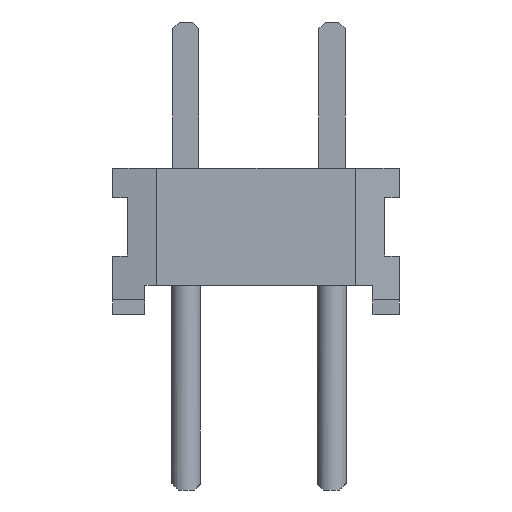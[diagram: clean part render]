
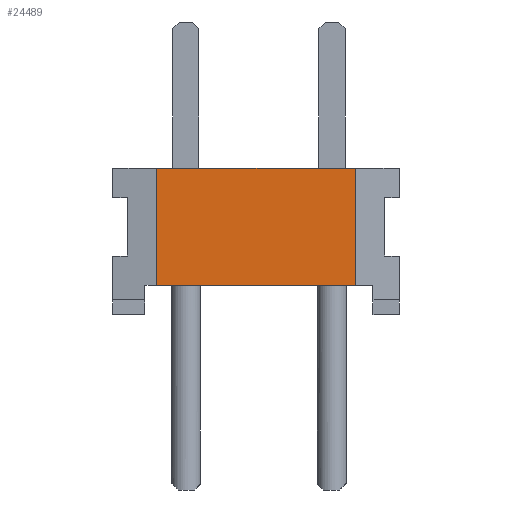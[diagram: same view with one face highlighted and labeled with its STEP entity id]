
A CAD part, left-side view. The second image highlights one B-rep face of the part: STEP entity #24489.
In plain terms, the highlighted planar face has unit normal (-1, 0, 0).
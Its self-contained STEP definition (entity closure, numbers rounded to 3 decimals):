
#24489 = ADVANCED_FACE('',(#24490),#24524,.F.);
#24490 = FACE_BOUND('',#24491,.T.);
#24491 = EDGE_LOOP('',(#24492,#24502,#24510,#24518));
#24492 = ORIENTED_EDGE('',*,*,#24493,.F.);
#24493 = EDGE_CURVE('',#24494,#24496,#24498,.T.);
#24494 = VERTEX_POINT('',#24495);
#24495 = CARTESIAN_POINT('',(-27.305,1.778,2.54));
#24496 = VERTEX_POINT('',#24497);
#24497 = CARTESIAN_POINT('',(-27.305,-1.676,2.54));
#24498 = LINE('',#24499,#24500);
#24499 = CARTESIAN_POINT('',(-27.305,2.54,2.54));
#24500 = VECTOR('',#24501,1.);
#24501 = DIRECTION('',(0.,-1.,0.));
#24502 = ORIENTED_EDGE('',*,*,#24503,.T.);
#24503 = EDGE_CURVE('',#24494,#24504,#24506,.T.);
#24504 = VERTEX_POINT('',#24505);
#24505 = CARTESIAN_POINT('',(-27.305,1.778,0.508));
#24506 = LINE('',#24507,#24508);
#24507 = CARTESIAN_POINT('',(-27.305,1.778,2.54));
#24508 = VECTOR('',#24509,1.);
#24509 = DIRECTION('',(0.,0.,-1.));
#24510 = ORIENTED_EDGE('',*,*,#24511,.T.);
#24511 = EDGE_CURVE('',#24504,#24512,#24514,.T.);
#24512 = VERTEX_POINT('',#24513);
#24513 = CARTESIAN_POINT('',(-27.305,-1.676,0.508));
#24514 = LINE('',#24515,#24516);
#24515 = CARTESIAN_POINT('',(-27.305,1.981,0.508));
#24516 = VECTOR('',#24517,1.);
#24517 = DIRECTION('',(0.,-1.,0.));
#24518 = ORIENTED_EDGE('',*,*,#24519,.T.);
#24519 = EDGE_CURVE('',#24512,#24496,#24520,.T.);
#24520 = LINE('',#24521,#24522);
#24521 = CARTESIAN_POINT('',(-27.305,-1.676,2.54));
#24522 = VECTOR('',#24523,1.);
#24523 = DIRECTION('',(0.,0.,1.));
#24524 = PLANE('',#24525);
#24525 = AXIS2_PLACEMENT_3D('',#24526,#24527,#24528);
#24526 = CARTESIAN_POINT('',(-27.305,2.54,2.54));
#24527 = DIRECTION('',(1.,0.,0.));
#24528 = DIRECTION('',(0.,1.,0.));
